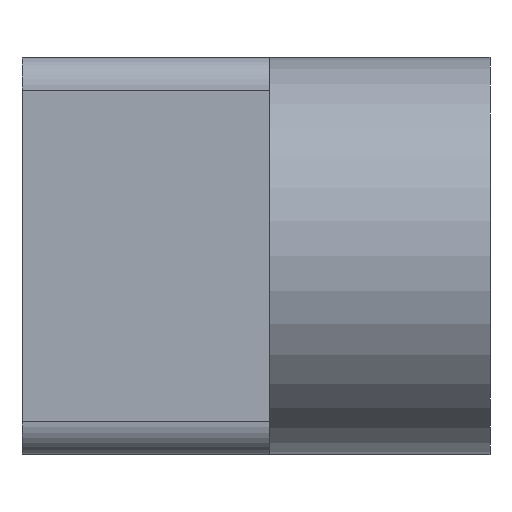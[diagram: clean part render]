
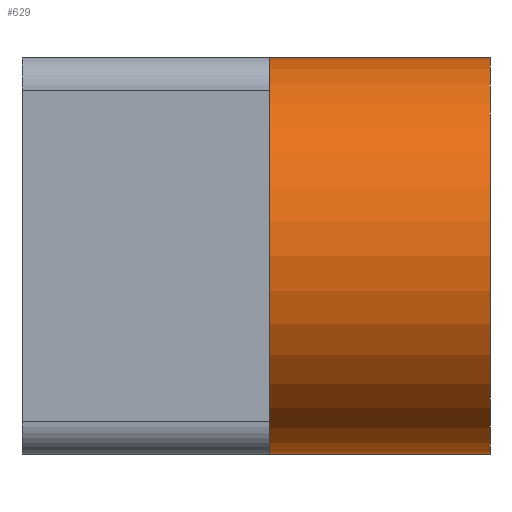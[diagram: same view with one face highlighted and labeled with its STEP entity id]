
A CAD part, left-side view. The second image highlights one B-rep face of the part: STEP entity #629.
In plain terms, the highlighted cylindrical face has radius 9 mm (diameter 18 mm), a full revolution.
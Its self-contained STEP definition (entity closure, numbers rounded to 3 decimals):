
#18=CYLINDRICAL_SURFACE('',#688,9.);
#30=CIRCLE('',#670,9.);
#40=CIRCLE('',#689,9.);
#41=CIRCLE('',#690,9.);
#42=CIRCLE('',#691,9.);
#66=FACE_OUTER_BOUND('',#101,.T.);
#101=EDGE_LOOP('',(#513,#514,#515,#516,#517,#518));
#169=LINE('',#1011,#240);
#240=VECTOR('',#824,9.);
#280=VERTEX_POINT('',#931);
#288=VERTEX_POINT('',#955);
#305=VERTEX_POINT('',#1008);
#306=VERTEX_POINT('',#1010);
#354=EDGE_CURVE('',#288,#280,#30,.T.);
#381=EDGE_CURVE('',#280,#305,#40,.T.);
#382=EDGE_CURVE('',#305,#306,#169,.T.);
#383=EDGE_CURVE('',#306,#306,#41,.T.);
#384=EDGE_CURVE('',#305,#288,#42,.T.);
#513=ORIENTED_EDGE('',*,*,#381,.T.);
#514=ORIENTED_EDGE('',*,*,#382,.T.);
#515=ORIENTED_EDGE('',*,*,#383,.F.);
#516=ORIENTED_EDGE('',*,*,#382,.F.);
#517=ORIENTED_EDGE('',*,*,#384,.T.);
#518=ORIENTED_EDGE('',*,*,#354,.T.);
#629=ADVANCED_FACE('',(#66),#18,.T.);
#670=AXIS2_PLACEMENT_3D('',#956,#767,#768);
#688=AXIS2_PLACEMENT_3D('',#1007,#820,#821);
#689=AXIS2_PLACEMENT_3D('',#1009,#822,#823);
#690=AXIS2_PLACEMENT_3D('',#1012,#825,#826);
#691=AXIS2_PLACEMENT_3D('',#1013,#827,#828);
#767=DIRECTION('center_axis',(0.,-1.,0.));
#768=DIRECTION('ref_axis',(1.,0.,0.));
#820=DIRECTION('center_axis',(0.,1.,0.));
#821=DIRECTION('ref_axis',(1.,0.,0.));
#822=DIRECTION('center_axis',(0.,-1.,0.));
#823=DIRECTION('ref_axis',(1.,0.,0.));
#824=DIRECTION('',(0.,-1.,0.));
#825=DIRECTION('center_axis',(0.,-1.,0.));
#826=DIRECTION('ref_axis',(1.,0.,0.));
#827=DIRECTION('center_axis',(0.,-1.,0.));
#828=DIRECTION('ref_axis',(1.,0.,0.));
#931=CARTESIAN_POINT('',(-87.173,-3.,16.804));
#955=CARTESIAN_POINT('',(-87.173,-3.,-1.196));
#956=CARTESIAN_POINT('Origin',(-87.173,-3.,7.804));
#1007=CARTESIAN_POINT('Origin',(-87.173,-13.,7.804));
#1008=CARTESIAN_POINT('',(-96.173,-3.,7.804));
#1009=CARTESIAN_POINT('Origin',(-87.173,-3.,7.804));
#1010=CARTESIAN_POINT('',(-96.173,-13.,7.804));
#1011=CARTESIAN_POINT('',(-96.173,-13.,7.804));
#1012=CARTESIAN_POINT('Origin',(-87.173,-13.,7.804));
#1013=CARTESIAN_POINT('Origin',(-87.173,-3.,7.804));
